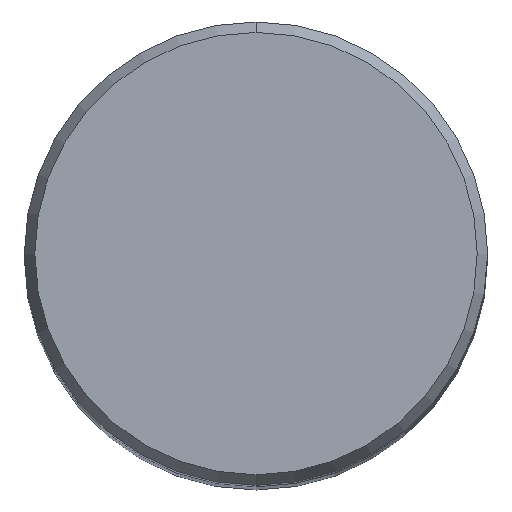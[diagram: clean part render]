
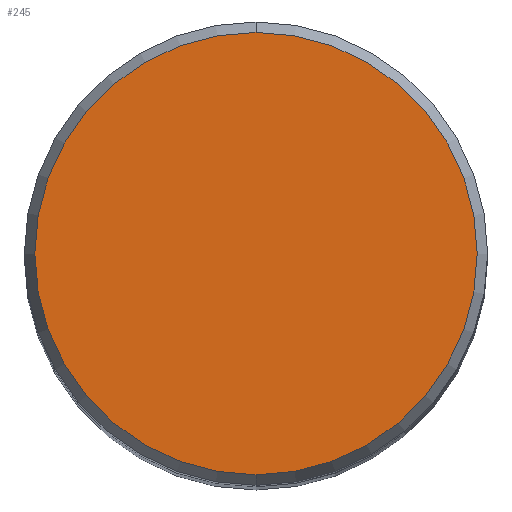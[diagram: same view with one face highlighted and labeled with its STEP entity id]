
A CAD part, top view. The second image highlights one B-rep face of the part: STEP entity #245.
In plain terms, the highlighted planar face has unit normal (0, 0, 1).
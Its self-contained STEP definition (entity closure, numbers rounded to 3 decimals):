
#137=EDGE_CURVE('',#239,#217,#327,.T.);
#155=EDGE_CURVE('',#217,#239,#346,.T.);
#217=VERTEX_POINT('',#414);
#239=VERTEX_POINT('',#440);
#245=ADVANCED_FACE('',(#448),#449,.T.);
#327=CIRCLE('',#531,24.255);
#346=CIRCLE('',#559,24.255);
#414=CARTESIAN_POINT('',(0.0,24.255,0.01));
#440=CARTESIAN_POINT('',(0.,-24.255,0.01));
#448=FACE_OUTER_BOUND('',#689,.T.);
#449=PLANE('',#690);
#531=AXIS2_PLACEMENT_3D('',#777,#778,#779);
#559=AXIS2_PLACEMENT_3D('',#797,#798,#799);
#689=EDGE_LOOP('',(#920,#921));
#690=AXIS2_PLACEMENT_3D('',#922,#923,#924);
#777=CARTESIAN_POINT('',(0.0,0.0,0.01));
#778=DIRECTION('',(0.0,0.0,-1.0));
#779=DIRECTION('',(0.0,1.0,0.0));
#797=CARTESIAN_POINT('',(0.0,0.0,0.01));
#798=DIRECTION('',(0.0,0.0,-1.0));
#799=DIRECTION('',(0.0,1.0,0.0));
#920=ORIENTED_EDGE('',*,*,#155,.F.);
#921=ORIENTED_EDGE('',*,*,#137,.F.);
#922=CARTESIAN_POINT('',(0.0,12.127,0.01));
#923=DIRECTION('',(-0.0,0.0,1.0));
#924=DIRECTION('',(0.0,-1.0,0.0));
